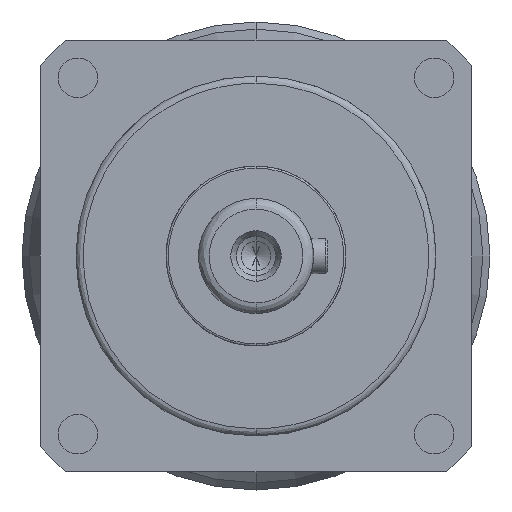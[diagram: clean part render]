
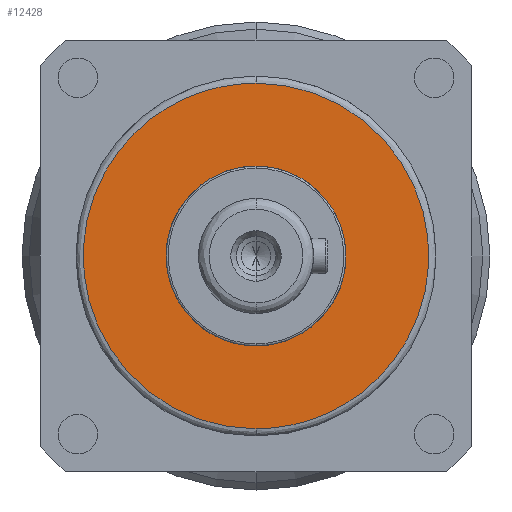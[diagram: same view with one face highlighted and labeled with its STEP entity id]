
A CAD part, left-side view. The second image highlights one B-rep face of the part: STEP entity #12428.
In plain terms, the highlighted planar face has unit normal (-1, 0, 0).
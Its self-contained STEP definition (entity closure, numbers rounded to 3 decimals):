
#175 = CIRCLE ( 'NONE', #6866, 12.5 ) ;
#412 = EDGE_CURVE ( 'NONE', #9475, #5729, #175, .T. ) ;
#811 = ORIENTED_EDGE ( 'NONE', *, *, #14385, .F. ) ;
#2592 = CARTESIAN_POINT ( 'NONE',  ( 30., 48., 24. ) ) ;
#2991 = DIRECTION ( 'NONE',  ( 0., 0., -1. ) ) ;
#3043 = DIRECTION ( 'NONE',  ( 1., 0., 0. ) ) ;
#3076 = CARTESIAN_POINT ( 'NONE',  ( 30., 0., 0. ) ) ;
#3802 = CARTESIAN_POINT ( 'NONE',  ( 30., 0., 12.5 ) ) ;
#4029 = AXIS2_PLACEMENT_3D ( 'NONE', #7902, #23086, #10110 ) ;
#4678 = DIRECTION ( 'NONE',  ( 0., 0., -1. ) ) ;
#4710 = DIRECTION ( 'NONE',  ( 1., 0., 0. ) ) ;
#4774 = CARTESIAN_POINT ( 'NONE',  ( 30., 0., 0. ) ) ;
#5368 = CARTESIAN_POINT ( 'NONE',  ( 30., -48., 24. ) ) ;
#5468 = CARTESIAN_POINT ( 'NONE',  ( 30., 0., -12.5 ) ) ;
#5729 = VERTEX_POINT ( 'NONE', #5468 ) ;
#6069 = EDGE_CURVE ( 'NONE', #5729, #9475, #16140, .T. ) ;
#6866 = AXIS2_PLACEMENT_3D ( 'NONE', #4774, #4710, #4678 ) ;
#7183 = EDGE_CURVE ( 'NONE', #27681, #14964, #10258, .T. ) ;
#7292 = ORIENTED_EDGE ( 'NONE', *, *, #6069, .T. ) ;
#7902 = CARTESIAN_POINT ( 'NONE',  ( 30., 25., 0. ) ) ;
#9475 = VERTEX_POINT ( 'NONE', #3802 ) ;
#9900 = CARTESIAN_POINT ( 'NONE',  ( 30., 0., -24. ) ) ;
#9936 = PLANE ( 'NONE',  #4029 ) ;
#10110 = DIRECTION ( 'NONE',  ( 0., 0., 1. ) ) ;
#10258 =( BOUNDED_CURVE ( )  B_SPLINE_CURVE ( 3, ( #20677, #5368, #18480, #22823 ),
 .UNSPECIFIED., .F., .T. ) 
 B_SPLINE_CURVE_WITH_KNOTS ( ( 4, 4 ),
 ( 0.25, 0.75 ),
 .UNSPECIFIED. ) 
 CURVE ( )  GEOMETRIC_REPRESENTATION_ITEM ( )  RATIONAL_B_SPLINE_CURVE ( ( 1., 0.333, 0.333, 1. ) ) 
 REPRESENTATION_ITEM ( '' )  );
#11444 = CARTESIAN_POINT ( 'NONE',  ( 30., 48., -24. ) ) ;
#12024 = AXIS2_PLACEMENT_3D ( 'NONE', #3076, #3043, #2991 ) ;
#12428 = ADVANCED_FACE ( 'NONE', ( #15716, #20805 ), #9936, .T. ) ;
#12657 = ORIENTED_EDGE ( 'NONE', *, *, #7183, .F. ) ;
#13571 = CARTESIAN_POINT ( 'NONE',  ( 30., 0., -24. ) ) ;
#14385 = EDGE_CURVE ( 'NONE', #14964, #27681, #20056, .T. ) ;
#14964 = VERTEX_POINT ( 'NONE', #9900 ) ;
#15716 = FACE_OUTER_BOUND ( 'NONE', #20655, .T. ) ;
#16140 = CIRCLE ( 'NONE', #12024, 12.5 ) ;
#17698 = ORIENTED_EDGE ( 'NONE', *, *, #412, .T. ) ;
#18008 = CARTESIAN_POINT ( 'NONE',  ( 30., 0., 24. ) ) ;
#18480 = CARTESIAN_POINT ( 'NONE',  ( 30., -48., -24. ) ) ;
#20056 =( BOUNDED_CURVE ( )  B_SPLINE_CURVE ( 3, ( #13571, #11444, #2592, #18008 ),
 .UNSPECIFIED., .F., .F. ) 
 B_SPLINE_CURVE_WITH_KNOTS ( ( 4, 4 ),
 ( 0.75, 1.25 ),
 .UNSPECIFIED. ) 
 CURVE ( )  GEOMETRIC_REPRESENTATION_ITEM ( )  RATIONAL_B_SPLINE_CURVE ( ( 1., 0.333, 0.333, 1. ) ) 
 REPRESENTATION_ITEM ( '' )  );
#20655 = EDGE_LOOP ( 'NONE', ( #811, #12657 ) ) ;
#20677 = CARTESIAN_POINT ( 'NONE',  ( 30., 0., 24. ) ) ;
#20805 = FACE_BOUND ( 'NONE', #22971, .T. ) ;
#20888 = CARTESIAN_POINT ( 'NONE',  ( 30., 0., 24. ) ) ;
#22823 = CARTESIAN_POINT ( 'NONE',  ( 30., 0., -24. ) ) ;
#22971 = EDGE_LOOP ( 'NONE', ( #7292, #17698 ) ) ;
#23086 = DIRECTION ( 'NONE',  ( -1., 0., 0. ) ) ;
#27681 = VERTEX_POINT ( 'NONE', #20888 ) ;
